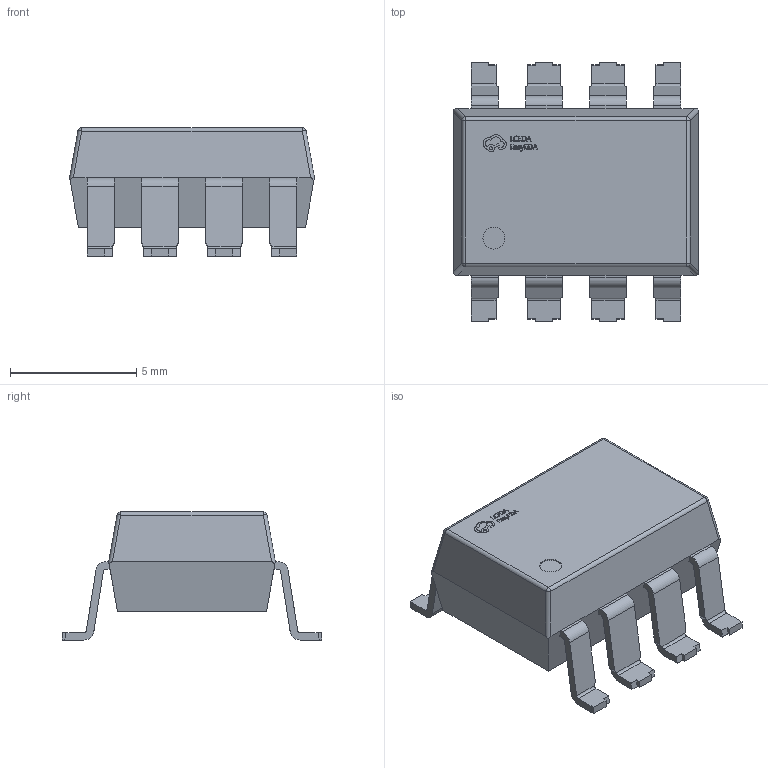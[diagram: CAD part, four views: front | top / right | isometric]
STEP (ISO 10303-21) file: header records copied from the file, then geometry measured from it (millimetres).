
FILE_DESCRIPTION (( 'STEP AP214' ), '1' );
FILE_NAME ('SMT-8_L9.7-W6.6-H5.1-P2.54-LS10.3-BL.step', '2022-07-05T11:00:54', ( '' ), ( '' ), 'SwSTEP 2.0', 'SolidWorks 2020', '' );
FILE_SCHEMA (( 'AUTOMOTIVE_DESIGN' ));
Length unit declared in the file: millimetre
Products named in the file (1): SMT-8_L9.7-W6.6-H5.1-P2.54-LS10.3-BL
Bounding box: 9.7 x 10.3 x 5.08 mm (x, y, z)
Volume: 242.4 mm3; surface area: 329.3 mm2
Topology: 1 solids, 1 shells, 409 faces, 1109 edges, 722 vertices
Faces by surface type: plane 265, bspline 98, cylinder 42, sphere 4
Entity records: 17092 total; most frequent: CARTESIAN_POINT 3571, ORIENTED_EDGE 2218, DIRECTION 1605, EDGE_CURVE 1109, LINE 821, VECTOR 821, VERTEX_POINT 722, EDGE_LOOP 429
